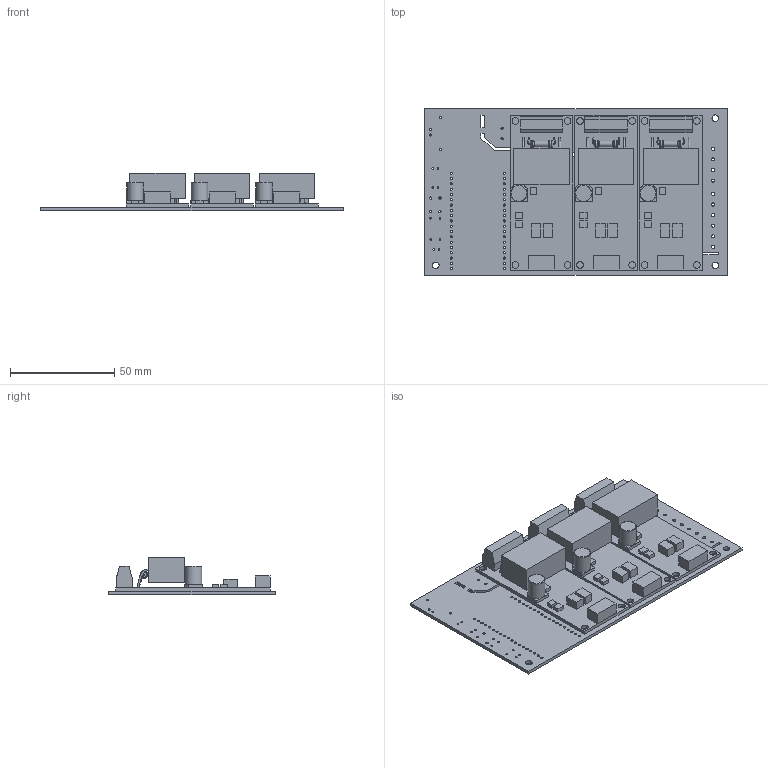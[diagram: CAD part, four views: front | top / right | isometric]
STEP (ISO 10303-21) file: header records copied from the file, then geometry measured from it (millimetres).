
FILE_DESCRIPTION(('KiCad electronic assembly'),'2;1');
FILE_NAME('IoT_Trifasico.step','2023-01-03T13:02:31',('Pcbnew'),('Kicad' ),'Open CASCADE STEP processor 7.6','KiCad to STEP converter', 'Unknown');
FILE_SCHEMA(('AUTOMOTIVE_DESIGN { 1 0 10303 214 1 1 1 1 }'));
Length unit declared in the file: millimetre
Products named in the file (4): IoT_Trifasico 1; PZEM-004T-V3; SOLID; IoT_Trifasico PCB
Assembly tree (5 placements, depth 3):
  IoT_Trifasico 1
    PZEM-004T-V3  x3
      SOLID
    IoT_Trifasico PCB
Bounding box: 145 x 80 x 17.95 mm (x, y, z)
Volume: 53937 mm3; surface area: 48991.7 mm2
Topology: 4 solids, 4 shells, 389 faces, 1023 edges, 678 vertices
Faces by surface type: plane 237, cylinder 119, torus 21, bspline 12
Full cylindrical faces by diameter (mm): 0.762 x24, 0.8 x8, 0.9 x2, 1 x6, 1.04 x38, 1.1 x4, 1.52 x10, 2.7 x3, 3.2 x15, 3.7 x6, 8 x3
Entity records: 19065 total; most frequent: CARTESIAN_POINT 6180, DIRECTION 2266, LINE 1352, VECTOR 1352, ORIENTED_EDGE 1222, PCURVE 1222, DEFINITIONAL_REPRESENTATION 1222, EDGE_CURVE 611
